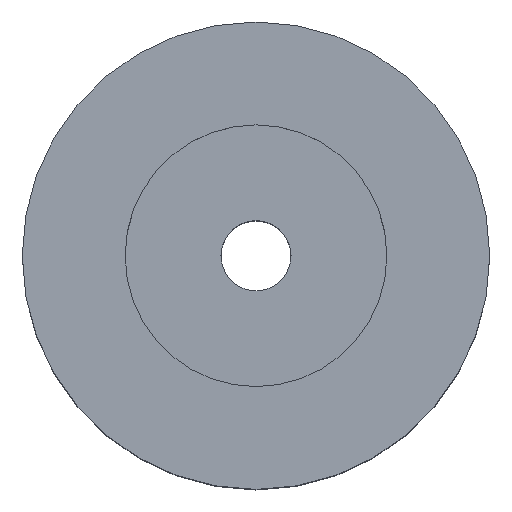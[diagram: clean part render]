
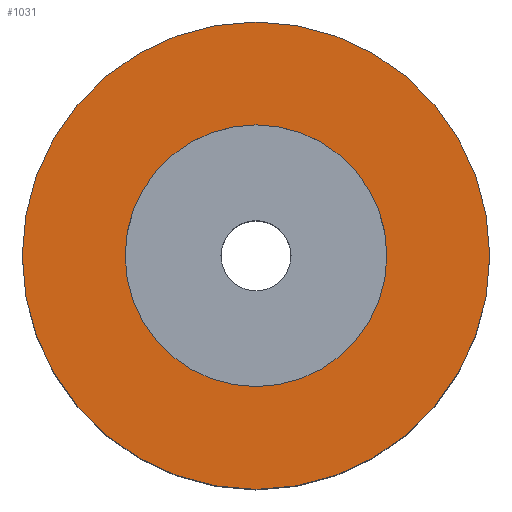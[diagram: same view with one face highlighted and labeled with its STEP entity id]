
A CAD part, top view. The second image highlights one B-rep face of the part: STEP entity #1031.
In plain terms, the highlighted planar face has unit normal (0, 0, 1).
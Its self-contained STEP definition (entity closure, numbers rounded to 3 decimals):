
#166 = CARTESIAN_POINT ( 'NONE',  ( 10., 0., 13. ) ) ;
#185 = VERTEX_POINT ( 'NONE', #2517 ) ;
#437 = EDGE_CURVE ( 'NONE', #1671, #2644, #1345, .T. ) ;
#571 = AXIS2_PLACEMENT_3D ( 'NONE', #1476, #1459, #1458 ) ;
#630 = DIRECTION ( 'NONE',  ( 0., 0., 1. ) ) ;
#634 = DIRECTION ( 'NONE',  ( 1., 0., 0. ) ) ;
#647 = PLANE ( 'NONE',  #694 ) ;
#658 = CARTESIAN_POINT ( 'NONE',  ( 0., 0., 13. ) ) ;
#694 = AXIS2_PLACEMENT_3D ( 'NONE', #658, #630, #634 ) ;
#932 = EDGE_LOOP ( 'NONE', ( #1401, #1214 ) ) ;
#1006 = ORIENTED_EDGE ( 'NONE', *, *, #1931, .F. ) ;
#1031 = ADVANCED_FACE ( 'NONE', ( #1515, #2614 ), #647, .T. ) ;
#1144 = AXIS2_PLACEMENT_3D ( 'NONE', #2623, #2871, #2833 ) ;
#1214 = ORIENTED_EDGE ( 'NONE', *, *, #2478, .T. ) ;
#1272 = CARTESIAN_POINT ( 'NONE',  ( -10., 0., 13. ) ) ;
#1289 = VERTEX_POINT ( 'NONE', #1897 ) ;
#1321 = DIRECTION ( 'NONE',  ( 0., 0., 1. ) ) ;
#1345 = CIRCLE ( 'NONE', #2675, 10. ) ;
#1386 = EDGE_LOOP ( 'NONE', ( #1006, #1560 ) ) ;
#1401 = ORIENTED_EDGE ( 'NONE', *, *, #437, .T. ) ;
#1409 = CARTESIAN_POINT ( 'NONE',  ( 0., 0., 13. ) ) ;
#1458 = DIRECTION ( 'NONE',  ( 1., 0., 0. ) ) ;
#1459 = DIRECTION ( 'NONE',  ( 0., 0., 1. ) ) ;
#1469 = CIRCLE ( 'NONE', #1144, 5.6 ) ;
#1476 = CARTESIAN_POINT ( 'NONE',  ( 0., 0., 13. ) ) ;
#1515 = FACE_OUTER_BOUND ( 'NONE', #932, .T. ) ;
#1560 = ORIENTED_EDGE ( 'NONE', *, *, #2099, .F. ) ;
#1667 = DIRECTION ( 'NONE',  ( 1., 0., 0. ) ) ;
#1671 = VERTEX_POINT ( 'NONE', #1272 ) ;
#1726 = DIRECTION ( 'NONE',  ( 0., 0., 1. ) ) ;
#1775 = CARTESIAN_POINT ( 'NONE',  ( 0., 0., 13. ) ) ;
#1897 = CARTESIAN_POINT ( 'NONE',  ( 5.6, 0., 13. ) ) ;
#1931 = EDGE_CURVE ( 'NONE', #185, #1289, #2028, .T. ) ;
#2028 = CIRCLE ( 'NONE', #2540, 5.6 ) ;
#2099 = EDGE_CURVE ( 'NONE', #1289, #185, #1469, .T. ) ;
#2193 = CIRCLE ( 'NONE', #571, 10. ) ;
#2478 = EDGE_CURVE ( 'NONE', #2644, #1671, #2193, .T. ) ;
#2517 = CARTESIAN_POINT ( 'NONE',  ( -5.6, 0., 13. ) ) ;
#2540 = AXIS2_PLACEMENT_3D ( 'NONE', #1775, #1726, #1667 ) ;
#2614 = FACE_BOUND ( 'NONE', #1386, .T. ) ;
#2623 = CARTESIAN_POINT ( 'NONE',  ( 0., 0., 13. ) ) ;
#2644 = VERTEX_POINT ( 'NONE', #166 ) ;
#2675 = AXIS2_PLACEMENT_3D ( 'NONE', #1409, #1321, #2925 ) ;
#2833 = DIRECTION ( 'NONE',  ( 1., 0., 0. ) ) ;
#2871 = DIRECTION ( 'NONE',  ( 0., 0., 1. ) ) ;
#2925 = DIRECTION ( 'NONE',  ( 1., 0., 0. ) ) ;
